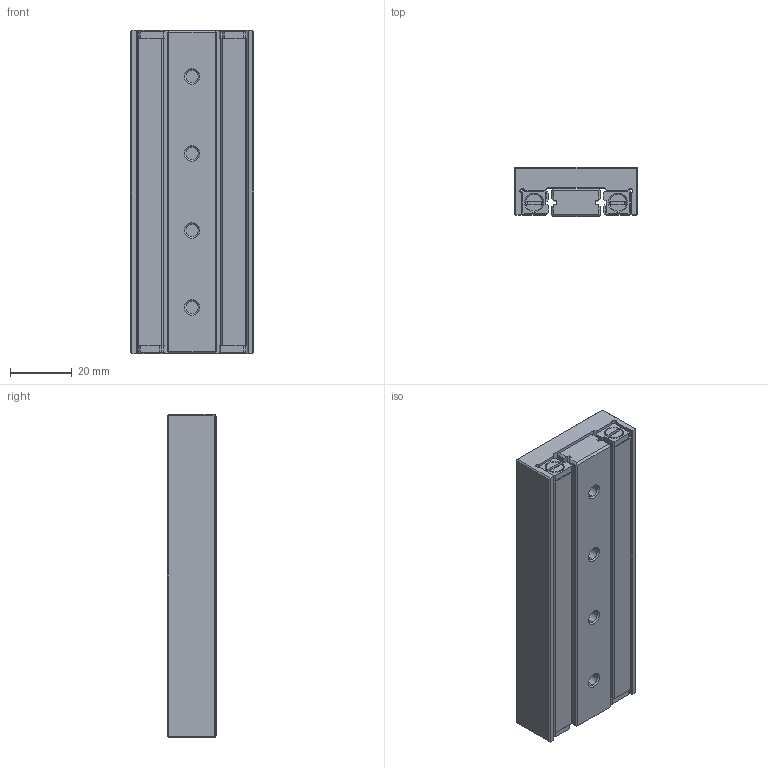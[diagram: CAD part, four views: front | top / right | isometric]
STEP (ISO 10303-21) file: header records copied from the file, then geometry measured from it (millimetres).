
FILE_DESCRIPTION (( 'STEP AP214' ), '1' );
FILE_NAME ('RTS-3105.STEP', '2012-03-02T09:05:23', ( '' ), ( '' ), 'SwSTEP 2.0', 'SolidWorks 2011', '' );
FILE_SCHEMA (( 'AUTOMOTIVE_DESIGN' ));
Length unit declared in the file: millimetre
Products named in the file (1): RTS-3105
Bounding box: 40 x 16 x 105 mm (x, y, z)
Volume: 59298.2 mm3; surface area: 25885.9 mm2
Topology: 2 solids, 2 shells, 529 faces, 1367 edges, 880 vertices
Faces by surface type: plane 348, cylinder 62, cone 60, bspline 43, torus 16
Entity records: 19866 total; most frequent: CARTESIAN_POINT 5472, ORIENTED_EDGE 2734, DIRECTION 2467, EDGE_CURVE 1367, VECTOR 1021, LINE 1021, VERTEX_POINT 880, AXIS2_PLACEMENT_3D 723
